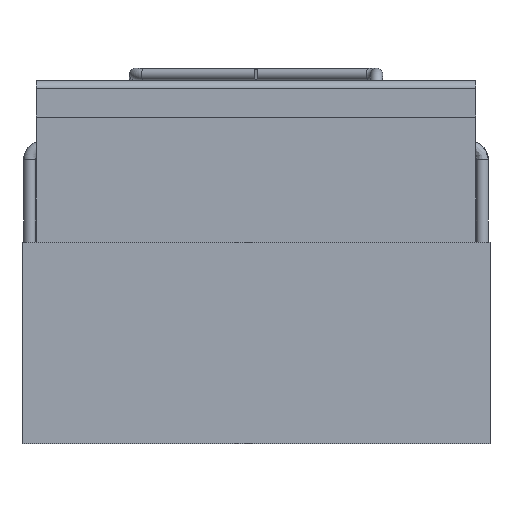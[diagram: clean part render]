
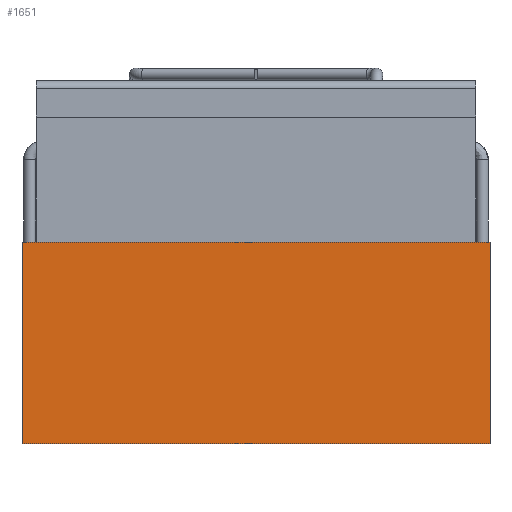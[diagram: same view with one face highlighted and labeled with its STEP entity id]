
A CAD part, front view. The second image highlights one B-rep face of the part: STEP entity #1651.
In plain terms, the highlighted planar face has unit normal (0, -1, 0).
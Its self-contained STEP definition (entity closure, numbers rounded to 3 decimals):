
#371=ORIENTED_EDGE('',*,*,#529,.T.);
#372=ORIENTED_EDGE('',*,*,#549,.T.);
#373=ORIENTED_EDGE('',*,*,#535,.T.);
#374=ORIENTED_EDGE('',*,*,#541,.T.);
#529=EDGE_CURVE('',#647,#649,#749,.T.);
#535=EDGE_CURVE('',#656,#654,#751,.T.);
#541=EDGE_CURVE('',#654,#647,#755,.T.);
#549=EDGE_CURVE('',#649,#656,#757,.T.);
#647=VERTEX_POINT('',#2551);
#649=VERTEX_POINT('',#2555);
#654=VERTEX_POINT('',#2681);
#656=VERTEX_POINT('',#2684);
#749=LINE('',#2556,#837);
#751=LINE('',#2683,#839);
#755=LINE('',#2694,#843);
#757=LINE('',#2715,#845);
#837=VECTOR('',#1967,1000.);
#839=VECTOR('',#1983,1000.);
#843=VECTOR('',#1993,1000.);
#845=VECTOR('',#2021,1000.);
#964=EDGE_LOOP('',(#371,#372,#373,#374));
#1074=FACE_BOUND('',#964,.T.);
#1113=PLANE('',#1775);
#1651=ADVANCED_FACE('',(#1074),#1113,.F.);
#1775=AXIS2_PLACEMENT_3D('',#2742,#2058,#2059);
#1967=DIRECTION('',(1.,0.,0.));
#1983=DIRECTION('',(-1.,0.,0.));
#1993=DIRECTION('',(0.,0.,-1.));
#2021=DIRECTION('',(0.,0.,1.));
#2058=DIRECTION('',(0.,1.,0.));
#2059=DIRECTION('',(0.,0.,1.));
#2551=CARTESIAN_POINT('',(-0.58,-0.825,-0.5));
#2555=CARTESIAN_POINT('',(0.58,-0.825,-0.5));
#2556=CARTESIAN_POINT('',(-0.58,-0.825,-0.5));
#2681=CARTESIAN_POINT('',(-0.58,-0.825,0.));
#2683=CARTESIAN_POINT('',(0.58,-0.825,0.));
#2684=CARTESIAN_POINT('',(0.58,-0.825,0.));
#2694=CARTESIAN_POINT('',(-0.58,-0.825,0.));
#2715=CARTESIAN_POINT('',(0.58,-0.825,-0.5));
#2742=CARTESIAN_POINT('',(-0.58,-0.825,-0.5));
